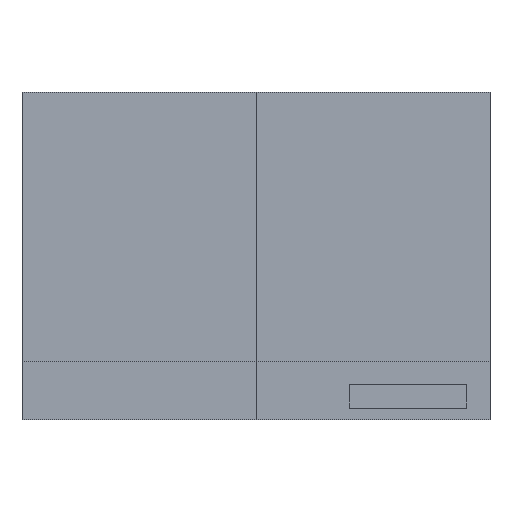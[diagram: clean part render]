
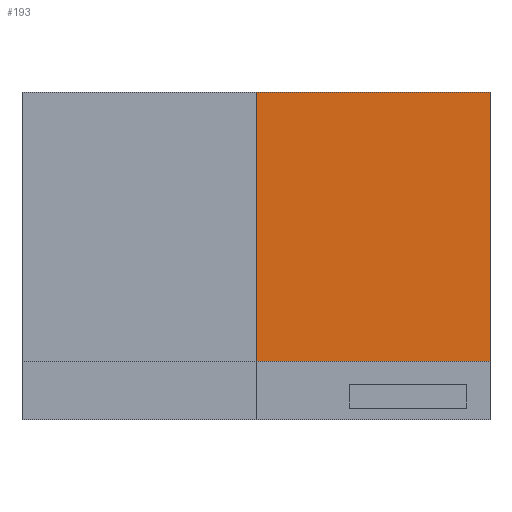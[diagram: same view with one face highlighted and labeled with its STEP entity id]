
A CAD part, left-side view. The second image highlights one B-rep face of the part: STEP entity #193.
In plain terms, the highlighted planar face has unit normal (-1, 0, 0).
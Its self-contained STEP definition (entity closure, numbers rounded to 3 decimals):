
#21 = EDGE_CURVE('',#22,#24,#26,.T.);
#22 = VERTEX_POINT('',#23);
#23 = CARTESIAN_POINT('',(-45.,0.,140.));
#24 = VERTEX_POINT('',#25);
#25 = CARTESIAN_POINT('',(-45.,-100.,140.));
#26 = SURFACE_CURVE('',#27,(#31,#43),.PCURVE_S1.);
#27 = LINE('',#28,#29);
#28 = CARTESIAN_POINT('',(-45.,0.,140.));
#29 = VECTOR('',#30,1.);
#30 = DIRECTION('',(0.,-1.,0.));
#31 = PCURVE('',#32,#37);
#32 = PLANE('',#33);
#33 = AXIS2_PLACEMENT_3D('',#34,#35,#36);
#34 = CARTESIAN_POINT('',(-45.,0.,140.));
#35 = DIRECTION('',(0.,0.,-1.));
#36 = DIRECTION('',(-1.,0.,0.));
#37 = DEFINITIONAL_REPRESENTATION('',(#38),#42);
#38 = LINE('',#39,#40);
#39 = CARTESIAN_POINT('',(0.,0.));
#40 = VECTOR('',#41,1.);
#41 = DIRECTION('',(0.,-1.));
#42 = ( GEOMETRIC_REPRESENTATION_CONTEXT(2) 
PARAMETRIC_REPRESENTATION_CONTEXT() REPRESENTATION_CONTEXT('2D SPACE',''
  ) );
#43 = PCURVE('',#44,#49);
#44 = PLANE('',#45);
#45 = AXIS2_PLACEMENT_3D('',#46,#47,#48);
#46 = CARTESIAN_POINT('',(-45.,0.,25.));
#47 = DIRECTION('',(1.,0.,0.));
#48 = DIRECTION('',(0.,-1.,0.));
#49 = DEFINITIONAL_REPRESENTATION('',(#50),#54);
#50 = LINE('',#51,#52);
#51 = CARTESIAN_POINT('',(0.,-115.));
#52 = VECTOR('',#53,1.);
#53 = DIRECTION('',(1.,0.));
#54 = ( GEOMETRIC_REPRESENTATION_CONTEXT(2) 
PARAMETRIC_REPRESENTATION_CONTEXT() REPRESENTATION_CONTEXT('2D SPACE',''
  ) );
#72 = PLANE('',#73);
#73 = AXIS2_PLACEMENT_3D('',#74,#75,#76);
#74 = CARTESIAN_POINT('',(-45.,-100.,25.));
#75 = DIRECTION('',(0.,1.,0.));
#76 = DIRECTION('',(1.,0.,0.));
#182 = PLANE('',#183);
#183 = AXIS2_PLACEMENT_3D('',#184,#185,#186);
#184 = CARTESIAN_POINT('',(-45.,0.,25.));
#185 = DIRECTION('',(-1.,0.,0.));
#186 = DIRECTION('',(0.,1.,0.));
#193 = ADVANCED_FACE('',(#194),#44,.F.);
#194 = FACE_BOUND('',#195,.F.);
#195 = EDGE_LOOP('',(#196,#219,#220,#243));
#196 = ORIENTED_EDGE('',*,*,#197,.T.);
#197 = EDGE_CURVE('',#198,#22,#200,.T.);
#198 = VERTEX_POINT('',#199);
#199 = CARTESIAN_POINT('',(-45.,0.,25.));
#200 = SURFACE_CURVE('',#201,(#205,#212),.PCURVE_S1.);
#201 = LINE('',#202,#203);
#202 = CARTESIAN_POINT('',(-45.,0.,25.));
#203 = VECTOR('',#204,1.);
#204 = DIRECTION('',(0.,0.,1.));
#205 = PCURVE('',#44,#206);
#206 = DEFINITIONAL_REPRESENTATION('',(#207),#211);
#207 = LINE('',#208,#209);
#208 = CARTESIAN_POINT('',(0.,0.));
#209 = VECTOR('',#210,1.);
#210 = DIRECTION('',(0.,-1.));
#211 = ( GEOMETRIC_REPRESENTATION_CONTEXT(2) 
PARAMETRIC_REPRESENTATION_CONTEXT() REPRESENTATION_CONTEXT('2D SPACE',''
  ) );
#212 = PCURVE('',#182,#213);
#213 = DEFINITIONAL_REPRESENTATION('',(#214),#218);
#214 = LINE('',#215,#216);
#215 = CARTESIAN_POINT('',(0.,0.));
#216 = VECTOR('',#217,1.);
#217 = DIRECTION('',(0.,-1.));
#218 = ( GEOMETRIC_REPRESENTATION_CONTEXT(2) 
PARAMETRIC_REPRESENTATION_CONTEXT() REPRESENTATION_CONTEXT('2D SPACE',''
  ) );
#219 = ORIENTED_EDGE('',*,*,#21,.T.);
#220 = ORIENTED_EDGE('',*,*,#221,.F.);
#221 = EDGE_CURVE('',#222,#24,#224,.T.);
#222 = VERTEX_POINT('',#223);
#223 = CARTESIAN_POINT('',(-45.,-100.,25.));
#224 = SURFACE_CURVE('',#225,(#229,#236),.PCURVE_S1.);
#225 = LINE('',#226,#227);
#226 = CARTESIAN_POINT('',(-45.,-100.,25.));
#227 = VECTOR('',#228,1.);
#228 = DIRECTION('',(0.,0.,1.));
#229 = PCURVE('',#44,#230);
#230 = DEFINITIONAL_REPRESENTATION('',(#231),#235);
#231 = LINE('',#232,#233);
#232 = CARTESIAN_POINT('',(100.,0.));
#233 = VECTOR('',#234,1.);
#234 = DIRECTION('',(0.,-1.));
#235 = ( GEOMETRIC_REPRESENTATION_CONTEXT(2) 
PARAMETRIC_REPRESENTATION_CONTEXT() REPRESENTATION_CONTEXT('2D SPACE',''
  ) );
#236 = PCURVE('',#72,#237);
#237 = DEFINITIONAL_REPRESENTATION('',(#238),#242);
#238 = LINE('',#239,#240);
#239 = CARTESIAN_POINT('',(0.,0.));
#240 = VECTOR('',#241,1.);
#241 = DIRECTION('',(0.,-1.));
#242 = ( GEOMETRIC_REPRESENTATION_CONTEXT(2) 
PARAMETRIC_REPRESENTATION_CONTEXT() REPRESENTATION_CONTEXT('2D SPACE',''
  ) );
#243 = ORIENTED_EDGE('',*,*,#244,.F.);
#244 = EDGE_CURVE('',#198,#222,#245,.T.);
#245 = SURFACE_CURVE('',#246,(#250,#257),.PCURVE_S1.);
#246 = LINE('',#247,#248);
#247 = CARTESIAN_POINT('',(-45.,0.,25.));
#248 = VECTOR('',#249,1.);
#249 = DIRECTION('',(0.,-1.,0.));
#250 = PCURVE('',#44,#251);
#251 = DEFINITIONAL_REPRESENTATION('',(#252),#256);
#252 = LINE('',#253,#254);
#253 = CARTESIAN_POINT('',(0.,0.));
#254 = VECTOR('',#255,1.);
#255 = DIRECTION('',(1.,0.));
#256 = ( GEOMETRIC_REPRESENTATION_CONTEXT(2) 
PARAMETRIC_REPRESENTATION_CONTEXT() REPRESENTATION_CONTEXT('2D SPACE',''
  ) );
#257 = PCURVE('',#258,#263);
#258 = PLANE('',#259);
#259 = AXIS2_PLACEMENT_3D('',#260,#261,#262);
#260 = CARTESIAN_POINT('',(-45.,0.,0.));
#261 = DIRECTION('',(1.,0.,0.));
#262 = DIRECTION('',(0.,-1.,0.));
#263 = DEFINITIONAL_REPRESENTATION('',(#264),#268);
#264 = LINE('',#265,#266);
#265 = CARTESIAN_POINT('',(0.,-25.));
#266 = VECTOR('',#267,1.);
#267 = DIRECTION('',(1.,0.));
#268 = ( GEOMETRIC_REPRESENTATION_CONTEXT(2) 
PARAMETRIC_REPRESENTATION_CONTEXT() REPRESENTATION_CONTEXT('2D SPACE',''
  ) );
